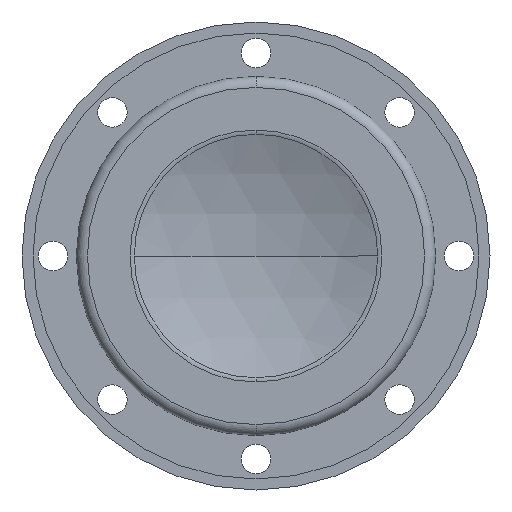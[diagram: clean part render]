
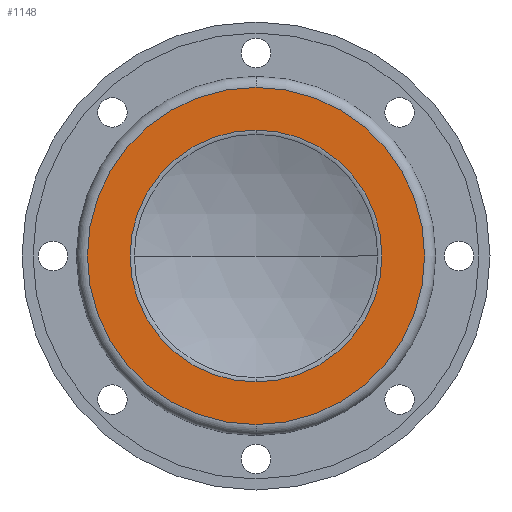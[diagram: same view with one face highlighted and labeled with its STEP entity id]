
A CAD part, front view. The second image highlights one B-rep face of the part: STEP entity #1148.
In plain terms, the highlighted planar face has unit normal (0, -1, 0).
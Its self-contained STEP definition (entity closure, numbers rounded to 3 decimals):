
#1 = DIRECTION ( 'NONE',  ( 0., 0., 1. ) ) ;
#32 = AXIS2_PLACEMENT_3D ( 'NONE', #1093, #148, #565 ) ;
#45 = CARTESIAN_POINT ( 'NONE',  ( 0., 0., 122.5 ) ) ;
#85 = FACE_BOUND ( 'NONE', #1253, .T. ) ;
#147 = EDGE_CURVE ( 'NONE', #248, #386, #562, .T. ) ;
#148 = DIRECTION ( 'NONE',  ( 0., -1., 0. ) ) ;
#177 = EDGE_CURVE ( 'NONE', #313, #1018, #1239, .T. ) ;
#189 = AXIS2_PLACEMENT_3D ( 'NONE', #903, #261, #383 ) ;
#212 = CARTESIAN_POINT ( 'NONE',  ( 0., 0., -122.5 ) ) ;
#242 = DIRECTION ( 'NONE',  ( 0., 0., 1. ) ) ;
#248 = VERTEX_POINT ( 'NONE', #1021 ) ;
#261 = DIRECTION ( 'NONE',  ( 0., 1., 0. ) ) ;
#313 = VERTEX_POINT ( 'NONE', #212 ) ;
#383 = DIRECTION ( 'NONE',  ( 0., 0., 1. ) ) ;
#386 = VERTEX_POINT ( 'NONE', #1263 ) ;
#403 = DIRECTION ( 'NONE',  ( 0., 0., 1. ) ) ;
#510 = AXIS2_PLACEMENT_3D ( 'NONE', #1268, #861, #1 ) ;
#518 = FACE_OUTER_BOUND ( 'NONE', #962, .T. ) ;
#562 = CIRCLE ( 'NONE', #1318, 91.52 ) ;
#565 = DIRECTION ( 'NONE',  ( 0., 0., -1. ) ) ;
#634 = ORIENTED_EDGE ( 'NONE', *, *, #147, .T. ) ;
#688 = CIRCLE ( 'NONE', #189, 122.5 ) ;
#739 = AXIS2_PLACEMENT_3D ( 'NONE', #1130, #1031, #403 ) ;
#749 = ORIENTED_EDGE ( 'NONE', *, *, #1299, .F. ) ;
#856 = ORIENTED_EDGE ( 'NONE', *, *, #899, .T. ) ;
#861 = DIRECTION ( 'NONE',  ( 0., 1., 0. ) ) ;
#887 = DIRECTION ( 'NONE',  ( 0., 1., 0. ) ) ;
#899 = EDGE_CURVE ( 'NONE', #386, #248, #1087, .T. ) ;
#903 = CARTESIAN_POINT ( 'NONE',  ( 0., 0., 0. ) ) ;
#962 = EDGE_LOOP ( 'NONE', ( #749, #1064 ) ) ;
#989 = PLANE ( 'NONE',  #32 ) ;
#995 = CARTESIAN_POINT ( 'NONE',  ( 0., 0., 0. ) ) ;
#1018 = VERTEX_POINT ( 'NONE', #45 ) ;
#1021 = CARTESIAN_POINT ( 'NONE',  ( 0., 0., 91.52 ) ) ;
#1031 = DIRECTION ( 'NONE',  ( 0., 1., 0. ) ) ;
#1064 = ORIENTED_EDGE ( 'NONE', *, *, #177, .F. ) ;
#1087 = CIRCLE ( 'NONE', #510, 91.52 ) ;
#1093 = CARTESIAN_POINT ( 'NONE',  ( -91.52, 0., 0. ) ) ;
#1130 = CARTESIAN_POINT ( 'NONE',  ( 0., 0., 0. ) ) ;
#1148 = ADVANCED_FACE ( 'NONE', ( #85, #518 ), #989, .T. ) ;
#1239 = CIRCLE ( 'NONE', #739, 122.5 ) ;
#1253 = EDGE_LOOP ( 'NONE', ( #634, #856 ) ) ;
#1263 = CARTESIAN_POINT ( 'NONE',  ( 0., 0., -91.52 ) ) ;
#1268 = CARTESIAN_POINT ( 'NONE',  ( 0., 0., 0. ) ) ;
#1299 = EDGE_CURVE ( 'NONE', #1018, #313, #688, .T. ) ;
#1318 = AXIS2_PLACEMENT_3D ( 'NONE', #995, #887, #242 ) ;
